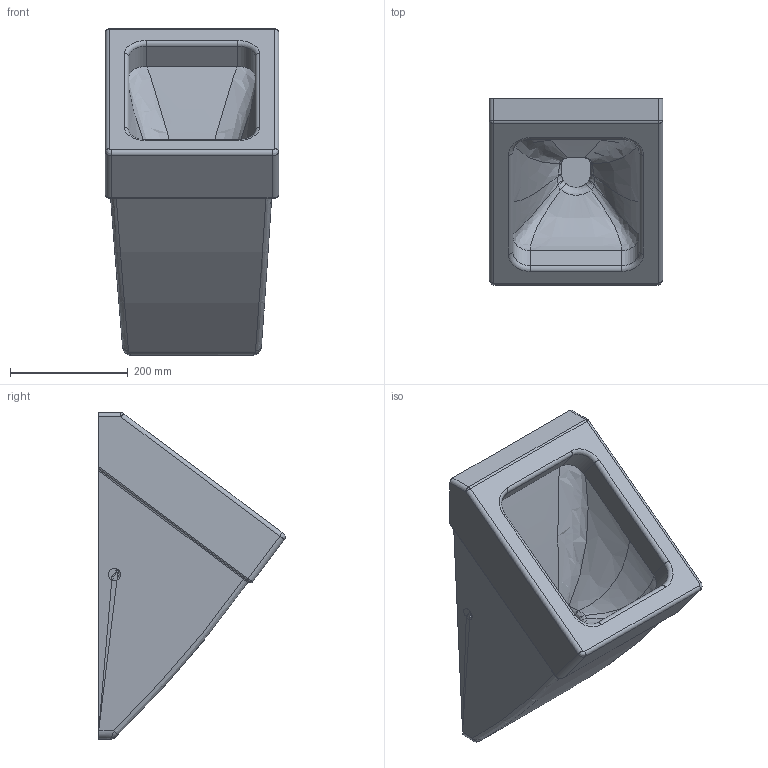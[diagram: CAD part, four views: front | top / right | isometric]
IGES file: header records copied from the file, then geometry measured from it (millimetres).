
Global section: file name: No Iges File Name specified; native system: AutoDesk Inventor R11.0; preprocessor: AutoDesk Inventor Iges Exporter R11.0; author: No Author specified; organization: No Organization specified; date: 20081231.093048; units: millimetre
Bounding box: 295 x 317.19 x 555 mm (x, y, z)
Volume: 16164142 mm3; surface area: 775519.3 mm2
Topology: 1 solids, 1 shells, 207 faces, 507 edges, 310 vertices
Faces by surface type: plane 59, bspline 55, revolution 45, cylinder 36, torus 10, sphere 2
